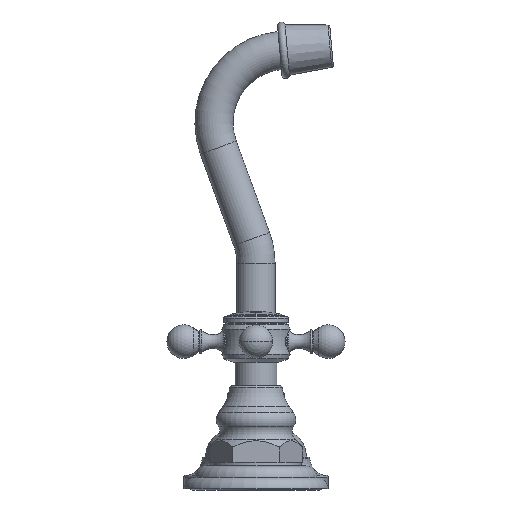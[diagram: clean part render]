
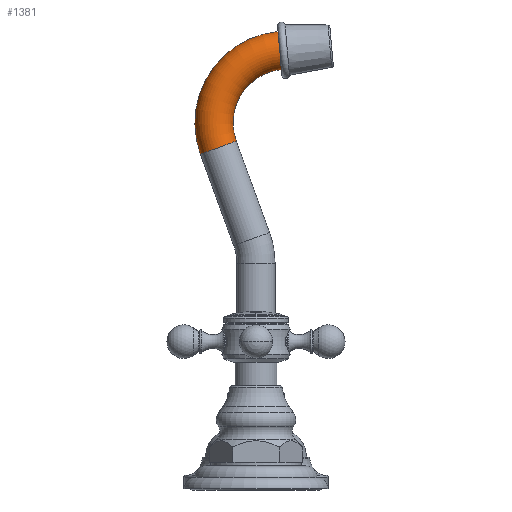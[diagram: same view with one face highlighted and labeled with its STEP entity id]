
A CAD part, left-side view. The second image highlights one B-rep face of the part: STEP entity #1381.
In plain terms, the highlighted toroidal (fillet/blend) face has major radius 30.175 mm and minor radius 7.938 mm.
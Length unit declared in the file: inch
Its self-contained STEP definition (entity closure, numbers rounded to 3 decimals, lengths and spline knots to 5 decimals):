
#595=CARTESIAN_POINT('',(0.,-0.36126,7.48829));
#596=CARTESIAN_POINT('',(-0.00937,-0.36126,
7.48829));
#597=CARTESIAN_POINT('',(-0.02802,-0.36133,
7.48745));
#598=CARTESIAN_POINT('',(-0.05589,-0.36166,
7.4837));
#599=CARTESIAN_POINT('',(-0.08322,-0.3622,
7.47748));
#600=CARTESIAN_POINT('',(-0.10997,-0.36296,
7.46882));
#601=CARTESIAN_POINT('',(-0.13574,-0.36392,
7.45785));
#602=CARTESIAN_POINT('',(-0.16051,-0.36508,
7.44457));
#603=CARTESIAN_POINT('',(-0.1839,-0.36643,
7.42919));
#604=CARTESIAN_POINT('',(-0.2059,-0.36795,
7.41172));
#605=CARTESIAN_POINT('',(-0.22616,-0.36964,
7.39242));
#606=CARTESIAN_POINT('',(-0.24466,-0.37149,
7.37133));
#607=CARTESIAN_POINT('',(-0.26115,-0.37347,
7.34871));
#608=CARTESIAN_POINT('',(-0.27555,-0.37557,
7.3247));
#609=CARTESIAN_POINT('',(-0.28774,-0.37777,
7.29948));
#610=CARTESIAN_POINT('',(-0.2976,-0.38006,
7.27332));
#611=CARTESIAN_POINT('',(-0.30508,-0.38242,
7.24632));
#612=CARTESIAN_POINT('',(-0.31008,-0.38483,
7.21884));
#613=CARTESIAN_POINT('',(-0.31261,-0.38727,
7.19093));
#614=CARTESIAN_POINT('',(-0.31261,-0.38971,
7.16301));
#615=CARTESIAN_POINT('',(-0.31008,-0.39216,
7.1351));
#616=CARTESIAN_POINT('',(-0.30508,-0.39456,
7.10763));
#617=CARTESIAN_POINT('',(-0.2976,-0.39692,
7.08062));
#618=CARTESIAN_POINT('',(-0.28774,-0.39921,
7.05446));
#619=CARTESIAN_POINT('',(-0.27555,-0.40142,
7.02924));
#620=CARTESIAN_POINT('',(-0.26115,-0.40352,
7.00523));
#621=CARTESIAN_POINT('',(-0.24465,-0.4055,
6.98261));
#622=CARTESIAN_POINT('',(-0.22616,-0.40734,
6.96152));
#623=CARTESIAN_POINT('',(-0.20589,-0.40903,
6.94222));
#624=CARTESIAN_POINT('',(-0.1839,-0.41056,
6.92475));
#625=CARTESIAN_POINT('',(-0.16051,-0.4119,
6.90937));
#626=CARTESIAN_POINT('',(-0.13574,-0.41307,
6.89609));
#627=CARTESIAN_POINT('',(-0.10997,-0.41403,
6.88512));
#628=CARTESIAN_POINT('',(-0.08322,-0.41478,
6.87646));
#629=CARTESIAN_POINT('',(-0.05589,-0.41533,
6.87025));
#630=CARTESIAN_POINT('',(-0.02802,-0.41566,
6.86649));
#631=CARTESIAN_POINT('',(-0.00937,-0.41573,
6.86565));
#632=CARTESIAN_POINT('',(0.,-0.41573,6.86565));
#637=CARTESIAN_POINT('',(0.,0.61635,5.5879));
#638=DIRECTION('',(0.,0.342,0.94));
#639=DIRECTION('',(0.,0.94,-0.342));
#640=AXIS2_PLACEMENT_3D('',#637,#638,#639);
#645=CARTESIAN_POINT('',(0.,-0.5,5.99422));
#646=DIRECTION('',(1.,0.,0.));
#647=DIRECTION('',(0.,0.94,-0.342));
#648=AXIS2_PLACEMENT_3D('',#645,#646,#647);
#763=CARTESIAN_POINT('',(0.,-0.41573,6.86565));
#800=CARTESIAN_POINT('',(0.,-0.36126,7.48829));
#813=CARTESIAN_POINT('',(0.,-0.5,5.99422));
#814=DIRECTION('',(1.,0.,0.));
#815=DIRECTION('',(0.,0.94,-0.342));
#816=AXIS2_PLACEMENT_3D('',#813,#814,#815);
#881=CARTESIAN_POINT('',(0.,0.3227,5.69478));
#882=CARTESIAN_POINT('',(0.,0.91001,5.48102));
#883=VERTEX_POINT('',#881);
#884=VERTEX_POINT('',#882);
#901=VERTEX_POINT('',#763);
#902=VERTEX_POINT('',#800);
#1367=CARTESIAN_POINT('',(0.,-0.5,5.99422));
#1368=DIRECTION('',(1.,0.,0.));
#1369=DIRECTION('',(0.,-0.94,0.342));
#1370=AXIS2_PLACEMENT_3D('',#1367,#1368,#1369);
#1371=TOROIDAL_SURFACE('',#1370,1.188,0.3125);
#1373=ORIENTED_EDGE('',*,*,#1372,.T.);
#1375=ORIENTED_EDGE('',*,*,#1374,.F.);
#1376=ORIENTED_EDGE('',*,*,#1361,.F.);
#1378=ORIENTED_EDGE('',*,*,#1377,.T.);
#1379=EDGE_LOOP('',(#1373,#1375,#1376,#1378));
#1380=FACE_OUTER_BOUND('',#1379,.F.);
#633=B_SPLINE_CURVE_WITH_KNOTS('',3,(#595,#596,#597,#598,#599,#600,#601,#602,
#603,#604,#605,#606,#607,#608,#609,#610,#611,#612,#613,#614,#615,#616,#617,#618,
#619,#620,#621,#622,#623,#624,#625,#626,#627,#628,#629,#630,#631,#632),
.UNSPECIFIED.,.F.,.F.,(4,1,1,1,1,1,1,1,1,1,1,1,1,1,1,1,1,1,1,1,1,1,1,1,1,1,1,1,
1,1,1,1,1,1,1,4),(0.,0.02857,0.05714,0.08571,
0.11429,0.14286,0.17143,0.2,0.22857,
0.25714,0.28571,0.31429,0.34286,
0.37143,0.4,0.42857,0.45714,0.48571,
0.51429,0.54286,0.57143,0.6,0.62857,
0.65714,0.68571,0.71429,0.74286,
0.77143,0.8,0.82857,0.85714,0.88571,
0.91429,0.94286,0.97143,1.),.UNSPECIFIED.);
#641=CIRCLE('',#640,0.3125);
#649=CIRCLE('',#648,1.5005);
#817=CIRCLE('',#816,0.8755);
#1361=EDGE_CURVE('',#884,#883,#641,.T.);
#1372=EDGE_CURVE('',#902,#901,#633,.T.);
#1374=EDGE_CURVE('',#883,#901,#817,.T.);
#1377=EDGE_CURVE('',#884,#902,#649,.T.);
#1381=ADVANCED_FACE('',(#1380),#1371,.T.);
